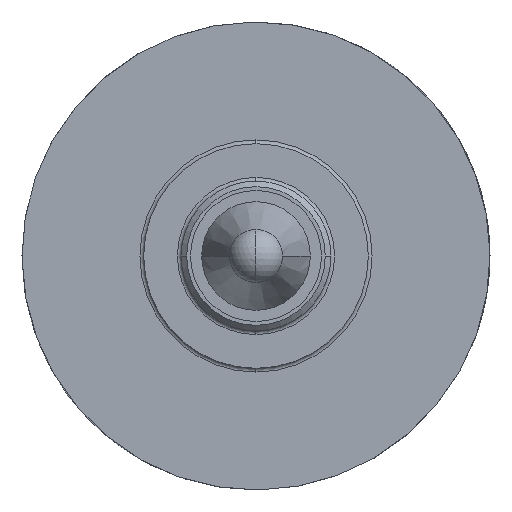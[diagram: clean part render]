
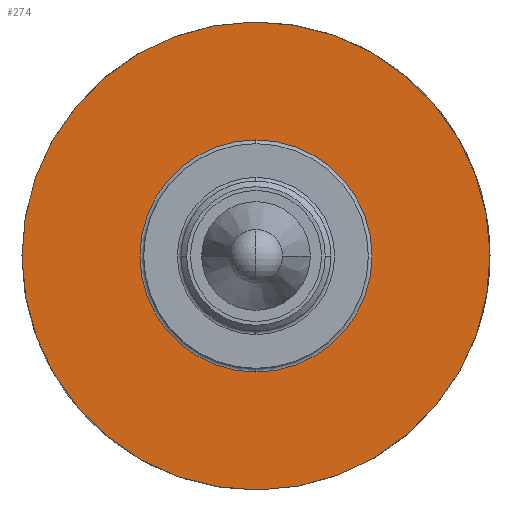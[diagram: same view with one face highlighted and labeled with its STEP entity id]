
A CAD part, left-side view. The second image highlights one B-rep face of the part: STEP entity #274.
In plain terms, the highlighted planar face has unit normal (-1, 0, 0).
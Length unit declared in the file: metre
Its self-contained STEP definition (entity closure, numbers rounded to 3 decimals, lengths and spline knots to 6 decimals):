
#274=ADVANCED_FACE('0:252',(#601,#602),#603,.T.);
#601=FACE_OUTER_BOUND('',#1100,.T.);
#602=FACE_BOUND('',#1101,.T.);
#603=PLANE('',#1102);
#1100=EDGE_LOOP('',(#1879,#1880));
#1101=EDGE_LOOP('',(#1881,#1882));
#1102=AXIS2_PLACEMENT_3D('',#1883,#1884,#1885);
#1879=ORIENTED_EDGE('',*,*,#2668,.F.);
#1880=ORIENTED_EDGE('',*,*,#2520,.F.);
#1881=ORIENTED_EDGE('',*,*,#2669,.T.);
#1882=ORIENTED_EDGE('',*,*,#2670,.T.);
#1883=CARTESIAN_POINT('',(0.212017,0.156854,0.));
#1884=DIRECTION('',(-1.0,0.,0.));
#1885=DIRECTION('',(0.,0.0,1.0));
#2520=EDGE_CURVE('',#3025,#3027,#3028,.T.);
#2668=EDGE_CURVE('0:390',#3027,#3025,#3246,.T.);
#2669=EDGE_CURVE('0:474',#3247,#3248,#3249,.T.);
#2670=EDGE_CURVE('',#3248,#3247,#3250,.T.);
#3025=VERTEX_POINT('',#3775);
#3027=VERTEX_POINT('',#3778);
#3028=CIRCLE('',#3779,0.0125);
#3246=CIRCLE('',#4050,0.0125);
#3247=VERTEX_POINT('',#4051);
#3248=VERTEX_POINT('',#4052);
#3249=CIRCLE('',#4053,0.0062);
#3250=CIRCLE('',#4054,0.0062);
#3775=CARTESIAN_POINT('',(0.212017,0.147402,-0.0125));
#3778=CARTESIAN_POINT('',(0.212017,0.147606,0.0125));
#3779=AXIS2_PLACEMENT_3D('',#4436,#4437,#4438);
#4050=AXIS2_PLACEMENT_3D('',#4681,#4682,#4683);
#4051=CARTESIAN_POINT('',(0.212017,0.147504,0.0062));
#4052=CARTESIAN_POINT('',(0.212017,0.147504,-0.0062));
#4053=AXIS2_PLACEMENT_3D('',#4684,#4685,#4686);
#4054=AXIS2_PLACEMENT_3D('',#4687,#4688,#4689);
#4436=CARTESIAN_POINT('',(0.212017,0.147504,0.));
#4437=DIRECTION('',(1.0,0.,0.));
#4438=DIRECTION('',(0.,1.0,0.));
#4681=CARTESIAN_POINT('',(0.212017,0.147504,0.));
#4682=DIRECTION('',(1.0,0.,0.));
#4683=DIRECTION('',(0.,1.0,0.));
#4684=CARTESIAN_POINT('',(0.212017,0.147504,0.));
#4685=DIRECTION('',(1.0,0.,0.));
#4686=DIRECTION('',(0.,1.0,0.));
#4687=CARTESIAN_POINT('',(0.212017,0.147504,0.));
#4688=DIRECTION('',(1.0,0.,0.));
#4689=DIRECTION('',(0.,1.0,0.));
